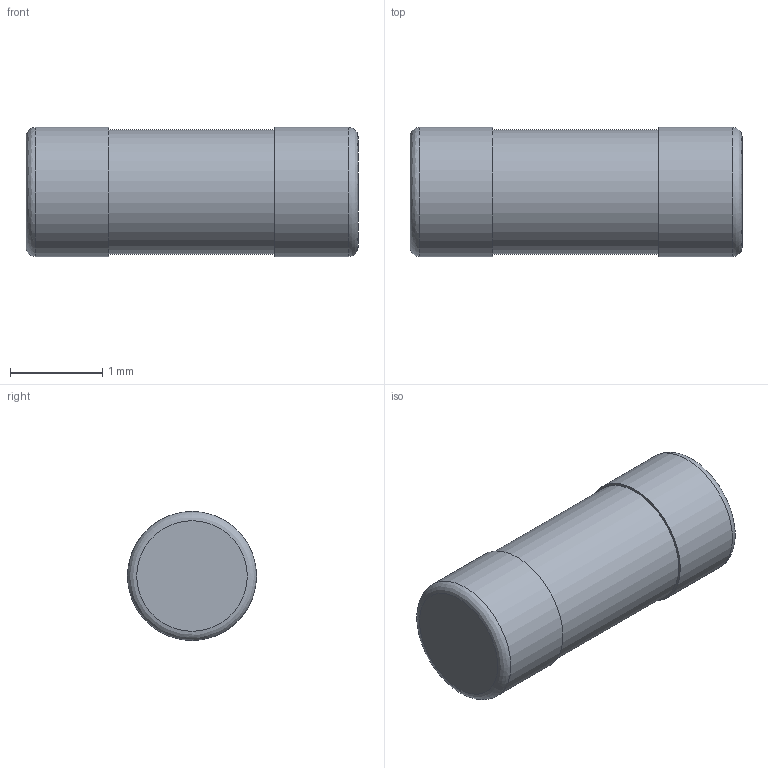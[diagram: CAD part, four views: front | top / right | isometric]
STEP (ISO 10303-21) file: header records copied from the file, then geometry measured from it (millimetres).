
FILE_DESCRIPTION(('FreeCAD Model'),'2;1');
FILE_NAME('R_MiniMELF_MMA-0204.step','2017-04-30T13:45:52',('kicad StepUp'),( 'ksu MCAD'),'Open CASCADE STEP processor 7.1','FreeCAD','Unknown');
FILE_SCHEMA(('AUTOMOTIVE_DESIGN_CC2 { 1 2 10303 214 -1 1 5 4 }'));
Length unit declared in the file: millimetre
Products named in the file (1): R_MiniMELF_MMA-0204
Bounding box: 3.6 x 1.4 x 1.4 mm (x, y, z)
Volume: 5.3 mm3; surface area: 18.5 mm2
Topology: 1 solids, 1 shells, 9 faces, 13 edges, 8 vertices
Faces by surface type: plane 4, cylinder 3, revolution 2
Full cylindrical faces by diameter (mm): 1.35 x1, 1.4 x2
Entity records: 185 total; most frequent: ORIENTED_EDGE 24, CARTESIAN_POINT 21, AXIS2_PLACEMENT_3D 17, EDGE_CURVE 13, FACE_BOUND 11, EDGE_LOOP 11, CIRCLE 10, ADVANCED_FACE 9
